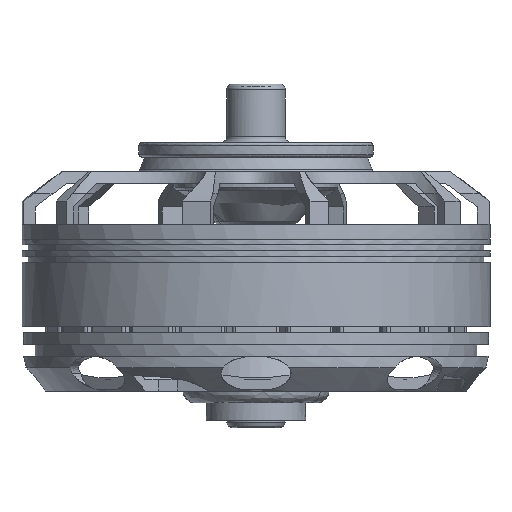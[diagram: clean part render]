
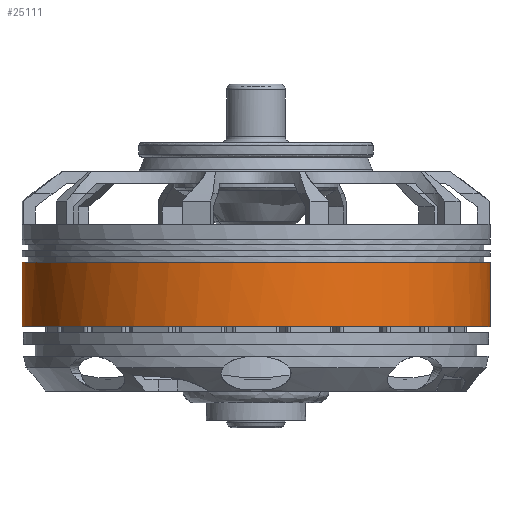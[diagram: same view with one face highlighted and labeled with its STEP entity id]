
A CAD part, front view. The second image highlights one B-rep face of the part: STEP entity #25111.
In plain terms, the highlighted free-form (B-spline) face has degree [2, 1] with [5, 2] control points.
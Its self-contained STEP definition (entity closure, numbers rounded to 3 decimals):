
#25111 = ADVANCED_FACE('',(#25112),#25156,.T.);
#25112 = FACE_BOUND('',#25113,.T.);
#25113 = EDGE_LOOP('',(#25114,#25126,#25133,#25143,#25150));
#25114 = ORIENTED_EDGE('',*,*,#25115,.T.);
#25115 = EDGE_CURVE('',#25116,#25118,#25120,.T.);
#25116 = VERTEX_POINT('',#25117);
#25117 = CARTESIAN_POINT('',(-37.703,-20.597,
    12.889));
#25118 = VERTEX_POINT('',#25119);
#25119 = CARTESIAN_POINT('',(42.962,0.,
    12.889));
#25120 = ( BOUNDED_CURVE() B_SPLINE_CURVE(2,(#25121,#25122,#25123,#25124
,#25125),.UNSPECIFIED.,.F.,.F.) B_SPLINE_CURVE_WITH_KNOTS((3,2,3),(
    0.,1.321,2.642),
.PIECEWISE_BEZIER_KNOTS.) CURVE() GEOMETRIC_REPRESENTATION_ITEM() 
RATIONAL_B_SPLINE_CURVE((1.,0.79,1.,0.79,1.)) 
REPRESENTATION_ITEM('') );
#25121 = CARTESIAN_POINT('',(-37.703,-20.597,
    12.889));
#25122 = CARTESIAN_POINT('',(-21.704,-49.882,
    12.889));
#25123 = CARTESIAN_POINT('',(10.629,-41.626,
    12.889));
#25124 = CARTESIAN_POINT('',(42.962,-33.37,
    12.889));
#25125 = CARTESIAN_POINT('',(42.962,0.,
    12.889));
#25126 = ORIENTED_EDGE('',*,*,#25127,.T.);
#25127 = EDGE_CURVE('',#25118,#25128,#25130,.T.);
#25128 = VERTEX_POINT('',#25129);
#25129 = CARTESIAN_POINT('',(42.962,0.,1.074));
#25130 = B_SPLINE_CURVE_WITH_KNOTS('',1,(#25131,#25132),.UNSPECIFIED.,
  .F.,.F.,(2,2),(0.,11.),.PIECEWISE_BEZIER_KNOTS.);
#25131 = CARTESIAN_POINT('',(42.962,0.,12.889));
#25132 = CARTESIAN_POINT('',(42.962,0.,1.074));
#25133 = ORIENTED_EDGE('',*,*,#25134,.T.);
#25134 = EDGE_CURVE('',#25128,#25135,#25137,.T.);
#25135 = VERTEX_POINT('',#25136);
#25136 = CARTESIAN_POINT('',(-42.962,0.,
    1.074));
#25137 = ( BOUNDED_CURVE() B_SPLINE_CURVE(2,(#25138,#25139,#25140,#25141
,#25142),.UNSPECIFIED.,.F.,.F.) B_SPLINE_CURVE_WITH_KNOTS((3,2,3),(0.,
1.571,3.142),.PIECEWISE_BEZIER_KNOTS.) CURVE() 
GEOMETRIC_REPRESENTATION_ITEM() RATIONAL_B_SPLINE_CURVE((1.,
0.707,1.,0.707,1.)) REPRESENTATION_ITEM('') );
#25138 = CARTESIAN_POINT('',(42.962,0.,1.074));
#25139 = CARTESIAN_POINT('',(42.962,-42.962,
    1.074));
#25140 = CARTESIAN_POINT('',(0.,-42.962,
    1.074));
#25141 = CARTESIAN_POINT('',(-42.962,-42.962,
    1.074));
#25142 = CARTESIAN_POINT('',(-42.962,0.,
    1.074));
#25143 = ORIENTED_EDGE('',*,*,#25144,.T.);
#25144 = EDGE_CURVE('',#25135,#25145,#25147,.T.);
#25145 = VERTEX_POINT('',#25146);
#25146 = CARTESIAN_POINT('',(-42.962,0.,12.889));
#25147 = B_SPLINE_CURVE_WITH_KNOTS('',1,(#25148,#25149),.UNSPECIFIED.,
  .F.,.F.,(2,2),(0.,11.),.PIECEWISE_BEZIER_KNOTS.);
#25148 = CARTESIAN_POINT('',(-42.962,0.,1.074));
#25149 = CARTESIAN_POINT('',(-42.962,0.,12.889));
#25150 = ORIENTED_EDGE('',*,*,#25151,.T.);
#25151 = EDGE_CURVE('',#25145,#25116,#25152,.T.);
#25152 = ( BOUNDED_CURVE() B_SPLINE_CURVE(2,(#25153,#25154,#25155),
.UNSPECIFIED.,.F.,.F.) B_SPLINE_CURVE_WITH_KNOTS((3,3),(0.,
0.5),.PIECEWISE_BEZIER_KNOTS.) CURVE() 
GEOMETRIC_REPRESENTATION_ITEM() RATIONAL_B_SPLINE_CURVE((1.,
0.969,1.)) REPRESENTATION_ITEM('') );
#25153 = CARTESIAN_POINT('',(-42.962,0.,12.889));
#25154 = CARTESIAN_POINT('',(-42.962,-10.97,
    12.889));
#25155 = CARTESIAN_POINT('',(-37.703,-20.597,
    12.889));
#25156 = ( BOUNDED_SURFACE() B_SPLINE_SURFACE(2,1,(
    (#25157,#25158)
    ,(#25159,#25160)
    ,(#25161,#25162)
    ,(#25163,#25164)
    ,(#25165,#25166
)),.UNSPECIFIED.,.F.,.F.,.F.) B_SPLINE_SURFACE_WITH_KNOTS((3,2,3),(2,2),
  (3.142,4.712,6.283),(0.,11.),
.PIECEWISE_BEZIER_KNOTS.) GEOMETRIC_REPRESENTATION_ITEM() 
RATIONAL_B_SPLINE_SURFACE((
    (1.,1.)
    ,(0.707,0.707)
    ,(1.,1.)
    ,(0.707,0.707)
,(1.,1.))) REPRESENTATION_ITEM('') SURFACE() );
#25157 = CARTESIAN_POINT('',(42.962,0.,
    1.074));
#25158 = CARTESIAN_POINT('',(42.962,0.,
    12.889));
#25159 = CARTESIAN_POINT('',(42.962,-42.962,
    1.074));
#25160 = CARTESIAN_POINT('',(42.962,-42.962,
    12.889));
#25161 = CARTESIAN_POINT('',(0.,-42.962,
    1.074));
#25162 = CARTESIAN_POINT('',(0.,-42.962,
    12.889));
#25163 = CARTESIAN_POINT('',(-42.962,-42.962,
    1.074));
#25164 = CARTESIAN_POINT('',(-42.962,-42.962,
    12.889));
#25165 = CARTESIAN_POINT('',(-42.962,0.,
    1.074));
#25166 = CARTESIAN_POINT('',(-42.962,0.,
    12.889));
